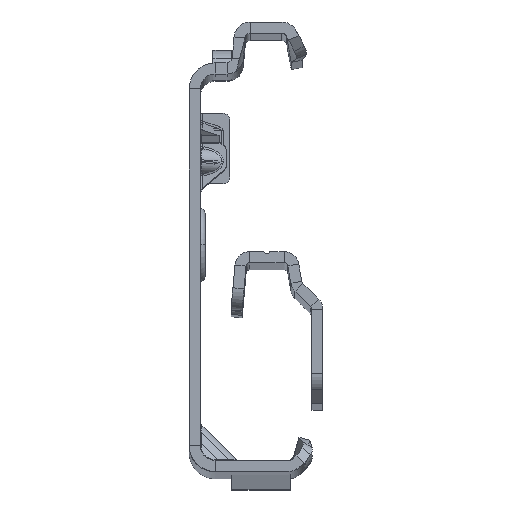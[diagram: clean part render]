
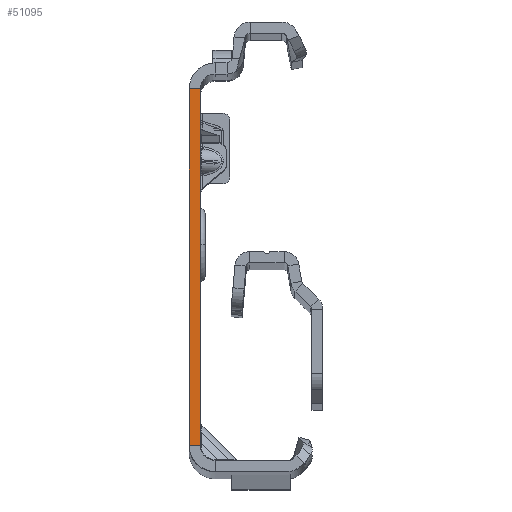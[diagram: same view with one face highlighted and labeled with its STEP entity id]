
A CAD part, top view. The second image highlights one B-rep face of the part: STEP entity #51095.
In plain terms, the highlighted planar face has unit normal (0, 0, 1).
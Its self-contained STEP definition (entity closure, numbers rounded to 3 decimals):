
#1701 = LINE ( 'NONE', #5740, #38685 ) ;
#3334 = LINE ( 'NONE', #19518, #26111 ) ;
#5740 = CARTESIAN_POINT ( 'NONE',  ( 0., -25.865, 0. ) ) ;
#8021 = CARTESIAN_POINT ( 'NONE',  ( 0., -27.865, 0. ) ) ;
#9943 = CARTESIAN_POINT ( 'NONE',  ( -1.5, 22.135, 0. ) ) ;
#11694 = VECTOR ( 'NONE', #45598, 1000. ) ;
#12600 = VERTEX_POINT ( 'NONE', #9943 ) ;
#12666 = VERTEX_POINT ( 'NONE', #22618 ) ;
#16466 = EDGE_LOOP ( 'NONE', ( #51403, #28241, #42561, #22634 ) ) ;
#17976 = PLANE ( 'NONE',  #44851 ) ;
#19518 = CARTESIAN_POINT ( 'NONE',  ( -1.5, -27.865, 0. ) ) ;
#20083 = VERTEX_POINT ( 'NONE', #24711 ) ;
#22025 = FACE_OUTER_BOUND ( 'NONE', #16466, .T. ) ;
#22618 = CARTESIAN_POINT ( 'NONE',  ( 0., -25.865, 0. ) ) ;
#22634 = ORIENTED_EDGE ( 'NONE', *, *, #28317, .F. ) ;
#24711 = CARTESIAN_POINT ( 'NONE',  ( -1.5, -25.865, 0. ) ) ;
#25451 = EDGE_CURVE ( 'NONE', #44293, #12666, #27468, .T. ) ;
#26111 = VECTOR ( 'NONE', #52528, 1000. ) ;
#27123 = DIRECTION ( 'NONE',  ( 0., 0., 1. ) ) ;
#27468 = LINE ( 'NONE', #8021, #31510 ) ;
#28241 = ORIENTED_EDGE ( 'NONE', *, *, #47581, .T. ) ;
#28317 = EDGE_CURVE ( 'NONE', #12666, #20083, #1701, .T. ) ;
#31435 = DIRECTION ( 'NONE',  ( 1., 0., 0. ) ) ;
#31510 = VECTOR ( 'NONE', #48861, 1000. ) ;
#33103 = LINE ( 'NONE', #50436, #11694 ) ;
#34364 = DIRECTION ( 'NONE',  ( -1., 0., 0. ) ) ;
#38685 = VECTOR ( 'NONE', #34364, 1000. ) ;
#38805 = CARTESIAN_POINT ( 'NONE',  ( -1.5, -27.865, 0. ) ) ;
#39126 = CARTESIAN_POINT ( 'NONE',  ( 0., 22.135, 0. ) ) ;
#40451 = EDGE_CURVE ( 'NONE', #12600, #20083, #3334, .T. ) ;
#42561 = ORIENTED_EDGE ( 'NONE', *, *, #40451, .T. ) ;
#44293 = VERTEX_POINT ( 'NONE', #39126 ) ;
#44851 = AXIS2_PLACEMENT_3D ( 'NONE', #38805, #27123, #31435 ) ;
#45598 = DIRECTION ( 'NONE',  ( -1., 0., 0. ) ) ;
#47581 = EDGE_CURVE ( 'NONE', #44293, #12600, #33103, .T. ) ;
#48861 = DIRECTION ( 'NONE',  ( 0., -1., 0. ) ) ;
#50436 = CARTESIAN_POINT ( 'NONE',  ( 0., 22.135, 0. ) ) ;
#51095 = ADVANCED_FACE ( 'NONE', ( #22025 ), #17976, .T. ) ;
#51403 = ORIENTED_EDGE ( 'NONE', *, *, #25451, .F. ) ;
#52528 = DIRECTION ( 'NONE',  ( 0., -1., 0. ) ) ;
